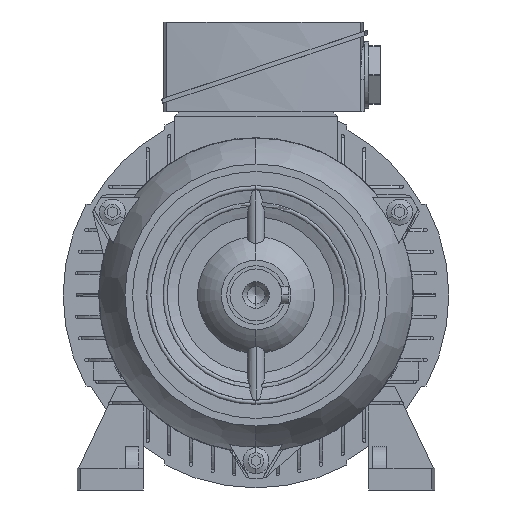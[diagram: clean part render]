
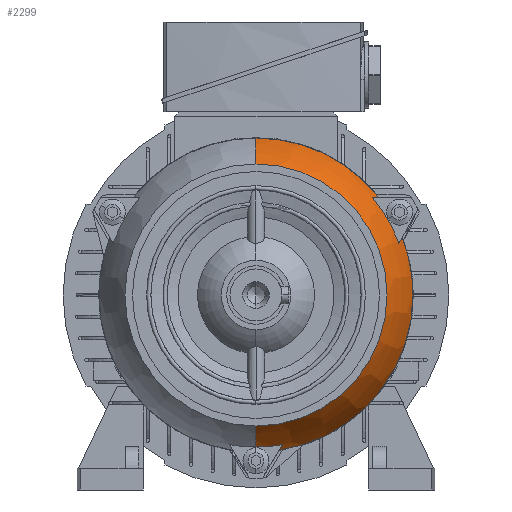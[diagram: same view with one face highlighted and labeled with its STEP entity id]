
A CAD part, left-side view. The second image highlights one B-rep face of the part: STEP entity #2299.
In plain terms, the highlighted toroidal (fillet/blend) face has major radius 18.86 mm and minor radius 95 mm.
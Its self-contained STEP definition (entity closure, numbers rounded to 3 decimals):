
#2299=ADVANCED_FACE('',(#4657),#4658,.T.);
#4657=FACE_OUTER_BOUND('',#7031,.T.);
#4658=TOROIDAL_SURFACE('',#7032,-18.86,95.);
#7031=EDGE_LOOP('',(#14317,#14318,#14319,#14320,#14321,#14322,#14323,#14324,#14325,#14326,#14327));
#7032=AXIS2_PLACEMENT_3D('',#14328,#14329,#14330);
#14317=ORIENTED_EDGE('',*,*,#14553,.T.);
#14318=ORIENTED_EDGE('',*,*,#17398,.T.);
#14319=ORIENTED_EDGE('',*,*,#17385,.T.);
#14320=ORIENTED_EDGE('',*,*,#17400,.F.);
#14321=ORIENTED_EDGE('',*,*,#14551,.F.);
#14322=ORIENTED_EDGE('',*,*,#17401,.T.);
#14323=ORIENTED_EDGE('',*,*,#17402,.T.);
#14324=ORIENTED_EDGE('',*,*,#17403,.T.);
#14325=ORIENTED_EDGE('',*,*,#17404,.F.);
#14326=ORIENTED_EDGE('',*,*,#14556,.T.);
#14327=ORIENTED_EDGE('',*,*,#17405,.T.);
#14328=CARTESIAN_POINT('',(23.221,0.0,0.0));
#14329=DIRECTION('',(1.0,0.0,0.0));
#14330=DIRECTION('',(0.0,0.0,-1.0));
#14551=EDGE_CURVE('',#17514,#17510,#17516,.T.);
#14553=EDGE_CURVE('',#17518,#17519,#17520,.T.);
#14556=EDGE_CURVE('',#17525,#17523,#17526,.T.);
#17385=EDGE_CURVE('',#21735,#21733,#21736,.T.);
#17398=EDGE_CURVE('',#17519,#21735,#21753,.T.);
#17400=EDGE_CURVE('',#17510,#21733,#21755,.T.);
#17401=EDGE_CURVE('',#17514,#21756,#21757,.T.);
#17402=EDGE_CURVE('',#21756,#21758,#21759,.T.);
#17403=EDGE_CURVE('',#21758,#21760,#21761,.T.);
#17404=EDGE_CURVE('',#17525,#21760,#21762,.T.);
#17405=EDGE_CURVE('',#17523,#17518,#21763,.T.);
#17510=VERTEX_POINT('',#22003);
#17514=VERTEX_POINT('',#22008);
#17516=CIRCLE('',#22011,72.45);
#17518=VERTEX_POINT('',#22013);
#17519=VERTEX_POINT('',#22014);
#17520=CIRCLE('',#22015,95.);
#17523=VERTEX_POINT('',#22018);
#17525=VERTEX_POINT('',#22020);
#17526=CIRCLE('',#22021,95.);
#21733=VERTEX_POINT('',#29668);
#21735=VERTEX_POINT('',#29671);
#21736=B_SPLINE_CURVE_WITH_KNOTS('',3,(#29672,#29673,#29674,#29675,#29676,#29677),.UNSPECIFIED.,.F.,.F.,(4,2,4),(62.192,67.067,71.941),.UNSPECIFIED.);
#21753=CIRCLE('',#29703,70.142);
#21755=CIRCLE('',#29705,72.45);
#21756=VERTEX_POINT('',#29706);
#21757=B_SPLINE_CURVE_WITH_KNOTS('',3,(#29707,#29708,#29709,#29710,#29711,#29712),.UNSPECIFIED.,.F.,.F.,(4,2,4),(311.449,316.323,321.198),.UNSPECIFIED.);
#21758=VERTEX_POINT('',#29713);
#21759=CIRCLE('',#29714,70.142);
#21760=VERTEX_POINT('',#29715);
#21761=B_SPLINE_CURVE_WITH_KNOTS('',3,(#29716,#29717,#29718,#29719,#29720,#29721),.UNSPECIFIED.,.F.,.F.,(4,2,4),(62.192,67.067,71.941),.UNSPECIFIED.);
#21762=CIRCLE('',#29722,72.45);
#21763=CIRCLE('',#29723,60.5);
#22003=CARTESIAN_POINT('',(-3.0,-72.45,0.));
#22008=CARTESIAN_POINT('',(-3.0,-67.413,26.543));
#22011=AXIS2_PLACEMENT_3D('',#29846,#29847,#29848);
#22013=CARTESIAN_POINT('',(-29.,0.,-60.5));
#22014=CARTESIAN_POINT('',(-10.0,0.,-70.142));
#22015=AXIS2_PLACEMENT_3D('',#29849,#29850,#29851);
#22018=CARTESIAN_POINT('',(-29.,0.,60.5));
#22020=CARTESIAN_POINT('',(-3.0,0.,72.45));
#22021=AXIS2_PLACEMENT_3D('',#29858,#29859,#29860);
#29668=CARTESIAN_POINT('',(-3.0,-10.719,-71.653));
#29671=CARTESIAN_POINT('',(-10.0,-12.278,-69.059));
#29672=CARTESIAN_POINT('',(-11.342,-12.629,-68.475));
#29673=CARTESIAN_POINT('',(-9.798,-12.214,-69.165));
#29674=CARTESIAN_POINT('',(-8.191,-11.82,-69.821));
#29675=CARTESIAN_POINT('',(-4.925,-11.092,-71.032));
#29676=CARTESIAN_POINT('',(-3.266,-10.759,-71.586));
#29677=CARTESIAN_POINT('',(-1.622,-10.463,-72.079));
#29703=AXIS2_PLACEMENT_3D('',#32984,#32985,#32986);
#29705=AXIS2_PLACEMENT_3D('',#32987,#32988,#32989);
#29706=CARTESIAN_POINT('',(-10.0,-65.946,23.897));
#29707=CARTESIAN_POINT('',(-1.622,-67.654,26.978));
#29708=CARTESIAN_POINT('',(-3.266,-67.375,26.475));
#29709=CARTESIAN_POINT('',(-4.925,-67.062,25.91));
#29710=CARTESIAN_POINT('',(-8.191,-66.377,24.674));
#29711=CARTESIAN_POINT('',(-9.798,-66.006,24.004));
#29712=CARTESIAN_POINT('',(-11.342,-65.615,23.301));
#29713=CARTESIAN_POINT('',(-10.0,-53.668,45.162));
#29714=AXIS2_PLACEMENT_3D('',#32990,#32991,#32992);
#29715=CARTESIAN_POINT('',(-3.0,-56.693,45.11));
#29716=CARTESIAN_POINT('',(-11.342,-52.987,45.174));
#29717=CARTESIAN_POINT('',(-9.798,-53.791,45.16));
#29718=CARTESIAN_POINT('',(-8.191,-54.557,45.147));
#29719=CARTESIAN_POINT('',(-4.925,-55.969,45.122));
#29720=CARTESIAN_POINT('',(-3.266,-56.616,45.111));
#29721=CARTESIAN_POINT('',(-1.622,-57.191,45.101));
#29722=AXIS2_PLACEMENT_3D('',#32993,#32994,#32995);
#29723=AXIS2_PLACEMENT_3D('',#32996,#32997,#32998);
#29846=CARTESIAN_POINT('',(-3.0,0.0,0.0));
#29847=DIRECTION('',(1.0,0.0,0.0));
#29848=DIRECTION('',(0.0,1.0,0.0));
#29849=CARTESIAN_POINT('',(23.221,0.,18.86));
#29850=DIRECTION('',(0.0,-1.0,0.));
#29851=DIRECTION('',(0.0,0.,-1.0));
#29858=CARTESIAN_POINT('',(23.221,0.,-18.86));
#29859=DIRECTION('',(0.0,-1.0,0.));
#29860=DIRECTION('',(0.0,0.,1.0));
#32984=CARTESIAN_POINT('',(-10.0,0.0,0.0));
#32985=DIRECTION('',(-1.0,0.0,0.0));
#32986=DIRECTION('',(0.0,-0.0,1.0));
#32987=CARTESIAN_POINT('',(-3.0,0.0,0.0));
#32988=DIRECTION('',(1.0,0.0,0.0));
#32989=DIRECTION('',(0.0,1.0,0.0));
#32990=CARTESIAN_POINT('',(-10.0,0.0,0.0));
#32991=DIRECTION('',(-1.0,-0.0,0.0));
#32992=DIRECTION('',(0.0,0.0,1.0));
#32993=CARTESIAN_POINT('',(-3.0,0.0,0.0));
#32994=DIRECTION('',(1.0,0.0,0.0));
#32995=DIRECTION('',(0.0,1.0,0.0));
#32996=CARTESIAN_POINT('',(-29.,0.0,0.0));
#32997=DIRECTION('',(1.0,0.0,0.0));
#32998=DIRECTION('',(0.0,1.0,0.0));
